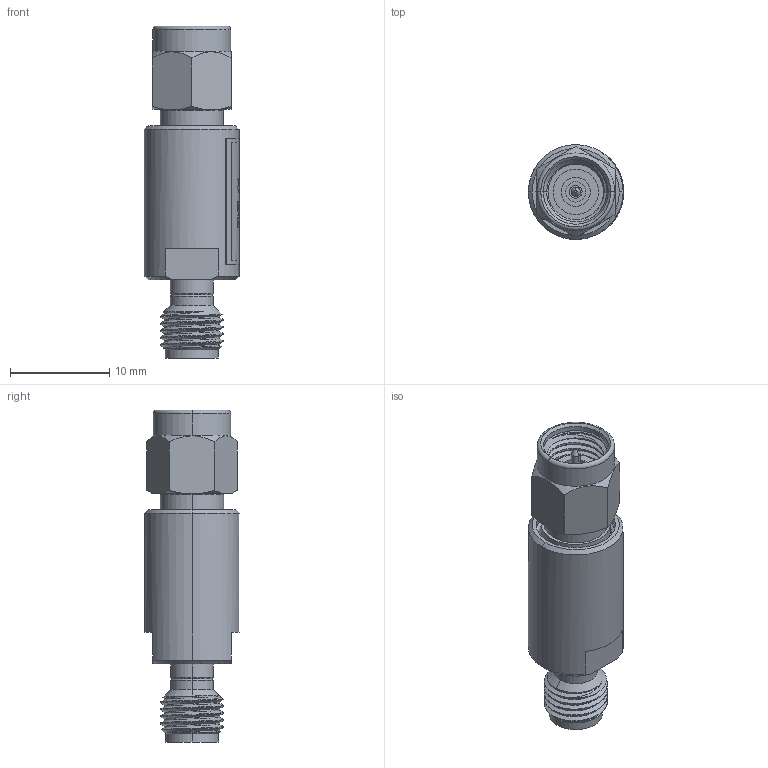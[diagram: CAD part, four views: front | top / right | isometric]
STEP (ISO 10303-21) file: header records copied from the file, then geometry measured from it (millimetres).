
FILE_DESCRIPTION (( 'STEP AP214' ), '1' );
FILE_NAME ('DD-816-P-SMF.STEP', '2025-01-08T14:37:09', ( '' ), ( '' ), 'SwSTEP 2.0', 'SolidWorks 2024', '' );
FILE_SCHEMA (( 'AUTOMOTIVE_DESIGN' ));
Length unit declared in the file: inch
Products named in the file (1): DD-816-P-SMF
Bounding box: 9.58 x 9.53 x 33.38 mm (x, y, z)
Volume: 1208.7 mm3; surface area: 2859.2 mm2
Topology: 14 solids, 14 shells, 368 faces, 1222 edges, 954 vertices
Faces by surface type: cylinder 211, plane 76, cone 59, bspline 12, torus 6, sphere 4
Entity records: 25680 total; most frequent: CARTESIAN_POINT 10580, ORIENTED_EDGE 2428, DIRECTION 1843, EDGE_CURVE 1214, VERTEX_POINT 952, AXIS2_PLACEMENT_3D 734, EDGE_LOOP 464, B_SPLINE_CURVE_WITH_KNOTS 400
